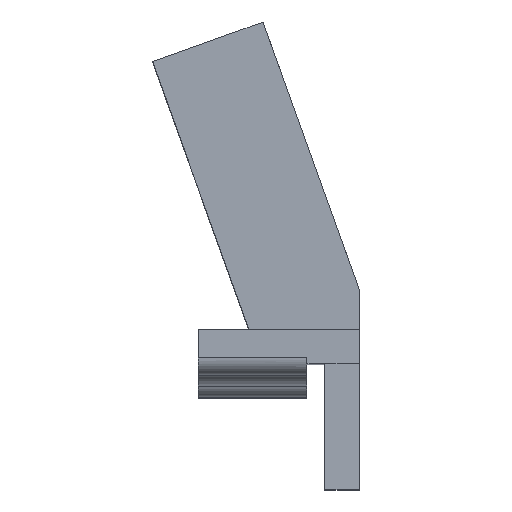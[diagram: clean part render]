
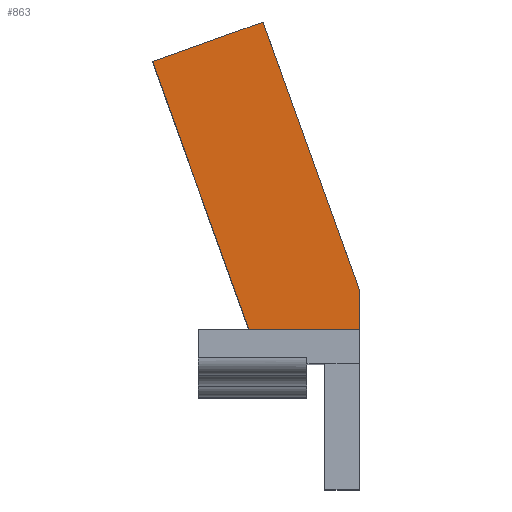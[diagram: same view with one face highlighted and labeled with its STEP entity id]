
A CAD part, top view. The second image highlights one B-rep face of the part: STEP entity #863.
In plain terms, the highlighted planar face has unit normal (0, 0, 1).
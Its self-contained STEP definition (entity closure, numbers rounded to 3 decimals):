
#48=PLANE('',#945);
#84=FACE_OUTER_BOUND('',#142,.T.);
#142=EDGE_LOOP('',(#702,#703,#704,#705,#706));
#205=LINE('',#1333,#294);
#209=LINE('',#1342,#298);
#211=LINE('',#1345,#300);
#213=LINE('',#1350,#302);
#214=LINE('',#1351,#303);
#294=VECTOR('',#1089,10.);
#298=VECTOR('',#1095,10.);
#300=VECTOR('',#1099,10.);
#302=VECTOR('',#1105,10.);
#303=VECTOR('',#1106,10.);
#419=VERTEX_POINT('',#1327);
#421=VERTEX_POINT('',#1331);
#424=VERTEX_POINT('',#1339);
#425=VERTEX_POINT('',#1341);
#426=VERTEX_POINT('',#1349);
#518=EDGE_CURVE('',#419,#421,#205,.T.);
#522=EDGE_CURVE('',#424,#425,#209,.T.);
#524=EDGE_CURVE('',#425,#421,#211,.T.);
#526=EDGE_CURVE('',#426,#424,#213,.T.);
#527=EDGE_CURVE('',#426,#419,#214,.T.);
#702=ORIENTED_EDGE('',*,*,#526,.F.);
#703=ORIENTED_EDGE('',*,*,#527,.T.);
#704=ORIENTED_EDGE('',*,*,#518,.T.);
#705=ORIENTED_EDGE('',*,*,#524,.F.);
#706=ORIENTED_EDGE('',*,*,#522,.F.);
#863=ADVANCED_FACE('',(#84),#48,.T.);
#945=AXIS2_PLACEMENT_3D('',#1348,#1103,#1104);
#1089=DIRECTION('',(-0.338,0.941,0.));
#1095=DIRECTION('',(-0.338,0.941,0.));
#1099=DIRECTION('',(0.941,0.338,0.));
#1103=DIRECTION('center_axis',(0.,0.,1.));
#1104=DIRECTION('ref_axis',(1.,0.,0.));
#1105=DIRECTION('',(-1.,0.,0.));
#1106=DIRECTION('',(0.,1.,0.));
#1327=CARTESIAN_POINT('',(0.,11.61,-18.8));
#1331=CARTESIAN_POINT('',(-5.581,27.138,-18.8));
#1333=CARTESIAN_POINT('',(0.,11.61,-18.8));
#1339=CARTESIAN_POINT('',(-6.399,9.31,-18.8));
#1341=CARTESIAN_POINT('',(-11.98,24.838,-18.8));
#1342=CARTESIAN_POINT('',(-6.399,9.31,-18.8));
#1345=CARTESIAN_POINT('',(-11.98,24.838,-18.8));
#1348=CARTESIAN_POINT('Origin',(-3.2,10.46,-18.8));
#1349=CARTESIAN_POINT('',(0.,9.31,-18.8));
#1350=CARTESIAN_POINT('',(-1.6,9.31,-18.8));
#1351=CARTESIAN_POINT('',(0.,11.61,-18.8));
